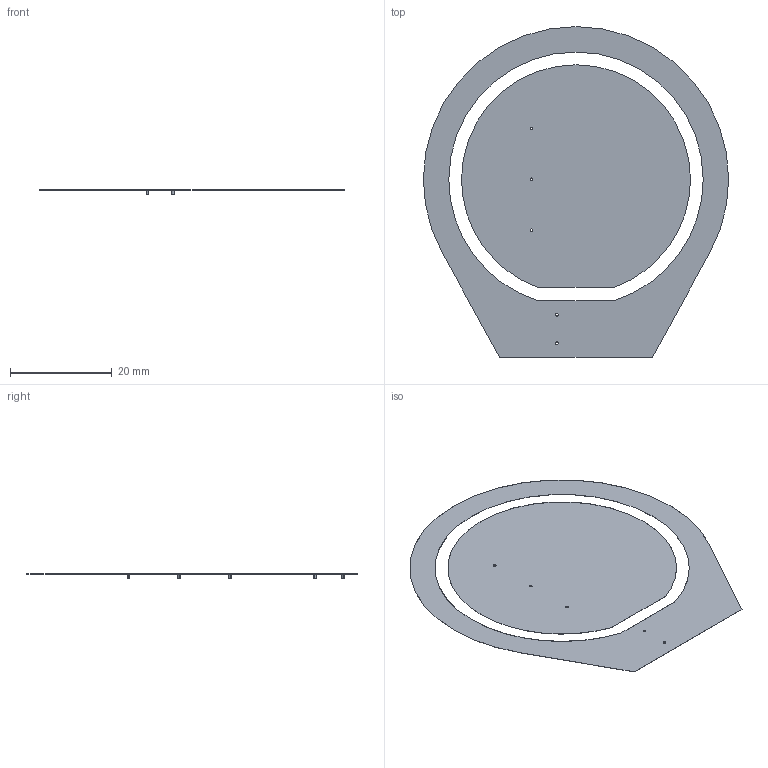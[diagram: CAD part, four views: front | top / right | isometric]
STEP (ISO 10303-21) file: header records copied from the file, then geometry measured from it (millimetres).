
FILE_DESCRIPTION (( 'STEP AP203' ), '1' );
FILE_NAME ('Cobre1.STEP', '2024-01-30T11:46:07', ( '' ), ( '' ), 'SwSTEP 2.0', 'SolidWorks 2024', '' );
FILE_SCHEMA (( 'CONFIG_CONTROL_DESIGN' ));
Length unit declared in the file: centimetre
Products named in the file (1): Cobre1
Bounding box: 60 x 65 x 0.79 mm (x, y, z)
Volume: 96.8 mm3; surface area: 5468.5 mm2
Topology: 2 solids, 2 shells, 43 faces, 102 edges, 68 vertices
Faces by surface type: cylinder 29, plane 14
Entity records: 1373 total; most frequent: DIRECTION 248, CARTESIAN_POINT 214, ORIENTED_EDGE 204, EDGE_CURVE 102, AXIS2_PLACEMENT_3D 102, VERTEX_POINT 68, EDGE_LOOP 60, CIRCLE 58
